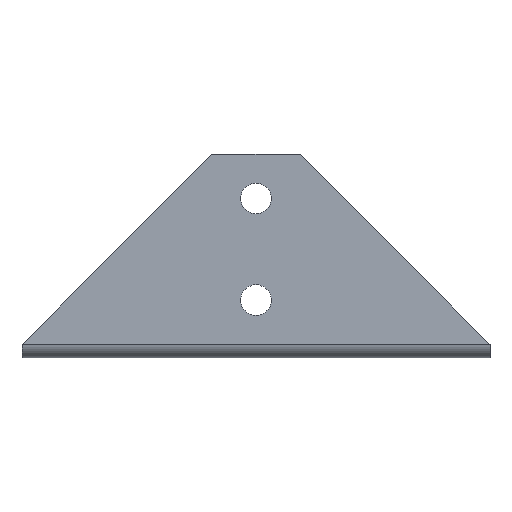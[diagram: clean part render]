
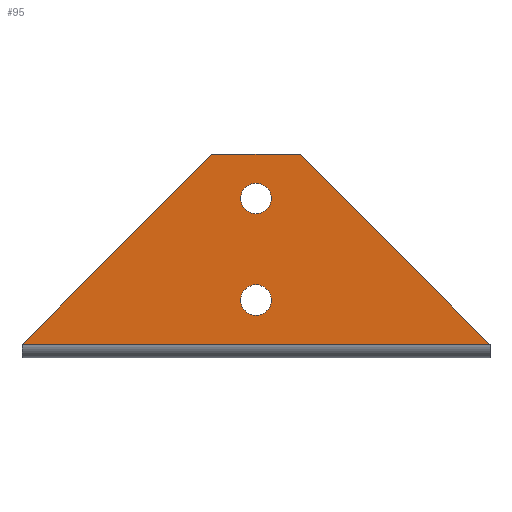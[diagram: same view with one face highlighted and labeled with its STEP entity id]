
A CAD part, left-side view. The second image highlights one B-rep face of the part: STEP entity #95.
In plain terms, the highlighted planar face has unit normal (-1, 0, 0).
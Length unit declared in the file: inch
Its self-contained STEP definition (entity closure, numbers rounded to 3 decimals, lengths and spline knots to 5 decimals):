
#95=ADVANCED_FACE('',(#197,#198,#199),#200,.T.);
#197=FACE_BOUND('',#371,.T.);
#198=FACE_BOUND('',#372,.T.);
#199=FACE_OUTER_BOUND('',#373,.T.);
#200=PLANE('',#374);
#371=EDGE_LOOP('',(#600,#601,#602,#603));
#372=EDGE_LOOP('',(#604,#605,#606,#607));
#373=EDGE_LOOP('',(#608,#609,#610,#611));
#374=AXIS2_PLACEMENT_3D('',#612,#613,#614);
#600=ORIENTED_EDGE('',*,*,#798,.F.);
#601=ORIENTED_EDGE('',*,*,#722,.F.);
#602=ORIENTED_EDGE('',*,*,#748,.F.);
#603=ORIENTED_EDGE('',*,*,#752,.F.);
#604=ORIENTED_EDGE('',*,*,#808,.F.);
#605=ORIENTED_EDGE('',*,*,#809,.F.);
#606=ORIENTED_EDGE('',*,*,#767,.F.);
#607=ORIENTED_EDGE('',*,*,#810,.F.);
#608=ORIENTED_EDGE('',*,*,#743,.F.);
#609=ORIENTED_EDGE('',*,*,#765,.F.);
#610=ORIENTED_EDGE('',*,*,#811,.F.);
#611=ORIENTED_EDGE('',*,*,#804,.F.);
#612=CARTESIAN_POINT('',(-0.25,4.31603,1.39298));
#613=DIRECTION('',(-1.0,0.0,0.0));
#614=DIRECTION('',(0.0,0.0,1.0));
#722=EDGE_CURVE('',#841,#842,#843,.T.);
#743=EDGE_CURVE('',#878,#879,#880,.T.);
#748=EDGE_CURVE('',#887,#841,#888,.T.);
#752=EDGE_CURVE('',#893,#887,#894,.T.);
#765=EDGE_CURVE('',#913,#878,#915,.T.);
#767=EDGE_CURVE('',#917,#918,#919,.T.);
#798=EDGE_CURVE('',#842,#893,#965,.T.);
#804=EDGE_CURVE('',#879,#972,#973,.T.);
#808=EDGE_CURVE('',#978,#979,#980,.T.);
#809=EDGE_CURVE('',#918,#978,#981,.T.);
#810=EDGE_CURVE('',#979,#917,#982,.T.);
#811=EDGE_CURVE('',#972,#913,#983,.T.);
#841=VERTEX_POINT('',#1016);
#842=VERTEX_POINT('',#1017);
#843=B_SPLINE_CURVE_WITH_KNOTS('',3,(#1018,#1019,#1020,#1021),.UNSPECIFIED.,.F.,.F.,(4,4),(0.0,80.0),.UNSPECIFIED.);
#878=VERTEX_POINT('',#1077);
#879=VERTEX_POINT('',#1078);
#880=LINE('',#1079,#1080);
#887=VERTEX_POINT('',#1090);
#888=B_SPLINE_CURVE_WITH_KNOTS('',3,(#1091,#1092,#1093,#1094),.UNSPECIFIED.,.F.,.F.,(4,4),(0.0,80.0),.UNSPECIFIED.);
#893=VERTEX_POINT('',#1103);
#894=B_SPLINE_CURVE_WITH_KNOTS('',3,(#1104,#1105,#1106,#1107),.UNSPECIFIED.,.F.,.F.,(4,4),(0.0,80.0),.UNSPECIFIED.);
#913=VERTEX_POINT('',#1140);
#915=LINE('',#1142,#1143);
#917=VERTEX_POINT('',#1145);
#918=VERTEX_POINT('',#1146);
#919=B_SPLINE_CURVE_WITH_KNOTS('',3,(#1147,#1148,#1149,#1150),.UNSPECIFIED.,.F.,.F.,(4,4),(0.0,80.0),.UNSPECIFIED.);
#965=B_SPLINE_CURVE_WITH_KNOTS('',3,(#1238,#1239,#1240,#1241),.UNSPECIFIED.,.F.,.F.,(4,4),(0.0,80.0),.UNSPECIFIED.);
#972=VERTEX_POINT('',#1253);
#973=LINE('',#1254,#1255);
#978=VERTEX_POINT('',#1262);
#979=VERTEX_POINT('',#1263);
#980=B_SPLINE_CURVE_WITH_KNOTS('',3,(#1264,#1265,#1266,#1267),.UNSPECIFIED.,.F.,.F.,(4,4),(0.0,80.0),.UNSPECIFIED.);
#981=B_SPLINE_CURVE_WITH_KNOTS('',3,(#1268,#1269,#1270,#1271),.UNSPECIFIED.,.F.,.F.,(4,4),(0.0,80.0),.UNSPECIFIED.);
#982=B_SPLINE_CURVE_WITH_KNOTS('',3,(#1272,#1273,#1274,#1275),.UNSPECIFIED.,.F.,.F.,(4,4),(0.0,80.0),.UNSPECIFIED.);
#983=LINE('',#1276,#1277);
#1016=CARTESIAN_POINT('',(-0.25,4.03455,2.9397));
#1017=CARTESIAN_POINT('',(-0.25,4.31603,3.22117));
#1018=CARTESIAN_POINT('',(-0.25,4.03455,2.9397));
#1019=CARTESIAN_POINT('',(-0.25,4.03455,3.09515));
#1020=CARTESIAN_POINT('',(-0.25,4.16056,3.22117));
#1021=CARTESIAN_POINT('',(-0.25,4.31603,3.22117));
#1077=CARTESIAN_POINT('',(-0.25,8.63205,0.25));
#1078=CARTESIAN_POINT('',(-0.25,5.12919,3.75286));
#1079=CARTESIAN_POINT('',(-0.25,5.12919,3.75286));
#1080=VECTOR('',#1350,1.);
#1090=CARTESIAN_POINT('',(-0.25,4.31603,2.65822));
#1091=CARTESIAN_POINT('',(-0.25,4.31603,2.65822));
#1092=CARTESIAN_POINT('',(-0.25,4.16056,2.65822));
#1093=CARTESIAN_POINT('',(-0.25,4.03455,2.78424));
#1094=CARTESIAN_POINT('',(-0.25,4.03455,2.9397));
#1103=CARTESIAN_POINT('',(-0.25,4.59751,2.9397));
#1104=CARTESIAN_POINT('',(-0.25,4.59751,2.9397));
#1105=CARTESIAN_POINT('',(-0.25,4.59751,2.78424));
#1106=CARTESIAN_POINT('',(-0.25,4.47148,2.65822));
#1107=CARTESIAN_POINT('',(-0.25,4.31603,2.65822));
#1140=CARTESIAN_POINT('',(-0.25,0.,0.25));
#1142=CARTESIAN_POINT('',(-0.25,8.63205,0.25));
#1143=VECTOR('',#1366,1.0);
#1145=CARTESIAN_POINT('',(-0.25,4.31603,0.78168));
#1146=CARTESIAN_POINT('',(-0.25,4.03455,1.06317));
#1147=CARTESIAN_POINT('',(-0.25,4.31603,0.78168));
#1148=CARTESIAN_POINT('',(-0.25,4.16056,0.78168));
#1149=CARTESIAN_POINT('',(-0.25,4.03455,0.90771));
#1150=CARTESIAN_POINT('',(-0.25,4.03455,1.06317));
#1238=CARTESIAN_POINT('',(-0.25,4.31603,3.22117));
#1239=CARTESIAN_POINT('',(-0.25,4.47148,3.22117));
#1240=CARTESIAN_POINT('',(-0.25,4.59751,3.09515));
#1241=CARTESIAN_POINT('',(-0.25,4.59751,2.9397));
#1253=CARTESIAN_POINT('',(-0.25,3.50286,3.75286));
#1254=CARTESIAN_POINT('',(-0.25,3.50286,3.75286));
#1255=VECTOR('',#1384,1.0);
#1262=CARTESIAN_POINT('',(-0.25,4.31603,1.34465));
#1263=CARTESIAN_POINT('',(-0.25,4.59751,1.06317));
#1264=CARTESIAN_POINT('',(-0.25,4.31603,1.34465));
#1265=CARTESIAN_POINT('',(-0.25,4.47148,1.34465));
#1266=CARTESIAN_POINT('',(-0.25,4.59751,1.21862));
#1267=CARTESIAN_POINT('',(-0.25,4.59751,1.06317));
#1268=CARTESIAN_POINT('',(-0.25,4.03455,1.06317));
#1269=CARTESIAN_POINT('',(-0.25,4.03455,1.21862));
#1270=CARTESIAN_POINT('',(-0.25,4.16056,1.34465));
#1271=CARTESIAN_POINT('',(-0.25,4.31603,1.34465));
#1272=CARTESIAN_POINT('',(-0.25,4.59751,1.06317));
#1273=CARTESIAN_POINT('',(-0.25,4.59751,0.90771));
#1274=CARTESIAN_POINT('',(-0.25,4.47148,0.78168));
#1275=CARTESIAN_POINT('',(-0.25,4.31603,0.78168));
#1276=CARTESIAN_POINT('',(-0.25,0.,0.25));
#1277=VECTOR('',#1387,1.);
#1350=DIRECTION('',(0.0,-0.707,0.707));
#1366=DIRECTION('',(0.0,1.0,0.0));
#1384=DIRECTION('',(0.0,-1.0,0.0));
#1387=DIRECTION('',(0.0,-0.707,-0.707));
